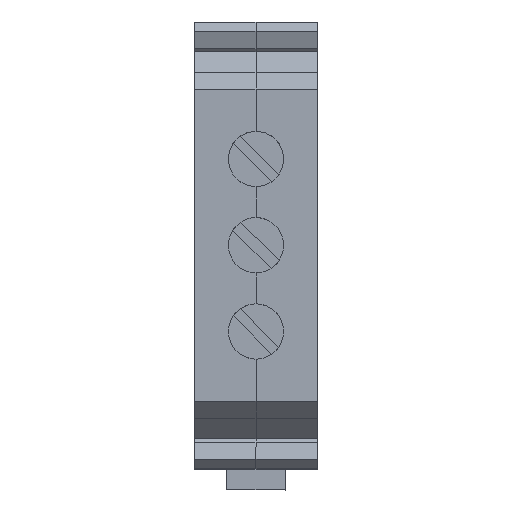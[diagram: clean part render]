
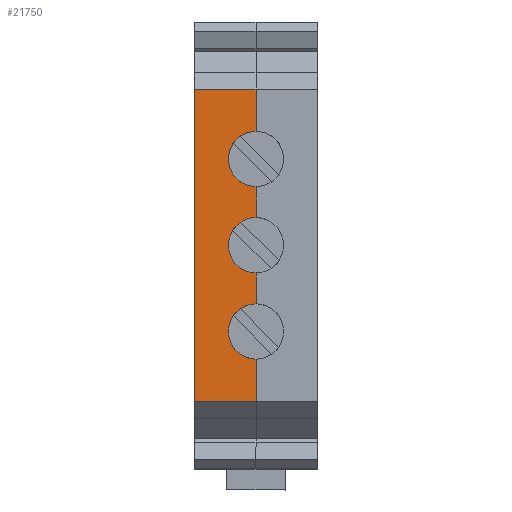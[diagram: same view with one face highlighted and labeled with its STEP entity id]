
A CAD part, top view. The second image highlights one B-rep face of the part: STEP entity #21750.
In plain terms, the highlighted face is planar.
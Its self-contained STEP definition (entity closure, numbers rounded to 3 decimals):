
#1440=CARTESIAN_POINT('',(-80.247,-132.14,
-7.5));
#1450=VERTEX_POINT('',#1440);
#1480=CARTESIAN_POINT('',(1.,-132.14,
-7.5));
#1490=DIRECTION('',(-1.,0.,0.));
#1500=VECTOR('',#1490,1.);
#1510=LINE('',#1480,#1500);
#1520=CARTESIAN_POINT('',(-41.847,-132.14,
-7.5));
#1530=VERTEX_POINT('',#1520);
#1540=EDGE_CURVE('',#1530,#1450,#1510,.T.);
#11170=CARTESIAN_POINT('',(-80.247,-132.14,
0.));
#11180=VERTEX_POINT('',#11170);
#20850=CARTESIAN_POINT('',(-41.847,-132.14,
0.));
#20860=VERTEX_POINT('',#20850);
#20910=CARTESIAN_POINT('',(-41.847,-132.14,
0.));
#20920=DIRECTION('',(0.,0.,-1.));
#20930=VECTOR('',#20920,1.);
#20940=LINE('',#20910,#20930);
#20950=EDGE_CURVE('',#20860,#1530,#20940,.T.);
#21070=CARTESIAN_POINT('',(-41.847,-132.14,
7.5));
#21080=DIRECTION('',(-0.,1.,0.));
#21090=DIRECTION('',(1.,0.,0.));
#21100=AXIS2_PLACEMENT_3D('',#21070,#21080,#21090);
#21110=PLANE('',#21100);
#21120=CARTESIAN_POINT('',(1.,-132.14,
0.));
#21130=DIRECTION('',(1.,0.,0.));
#21140=VECTOR('',#21130,1.);
#21150=LINE('',#21120,#21140);
#21160=CARTESIAN_POINT('',(-75.047,-132.14,
0.));
#21170=VERTEX_POINT('',#21160);
#21180=EDGE_CURVE('',#11180,#21170,#21150,.T.);
#21190=ORIENTED_EDGE('',*,*,#21180,.F.);
#21200=CARTESIAN_POINT('',(-71.647,-132.14,
0.));
#21210=DIRECTION('',(0.,-1.,0.));
#21220=DIRECTION('',(-1.,0.,0.));
#21230=AXIS2_PLACEMENT_3D('',#21200,#21210,#21220);
#21240=CIRCLE('',#21230,3.4);
#21250=CARTESIAN_POINT('',(-68.247,-132.14,
0.));
#21260=VERTEX_POINT('',#21250);
#21270=EDGE_CURVE('',#21170,#21260,#21240,.T.);
#21280=ORIENTED_EDGE('',*,*,#21270,.F.);
#21290=CARTESIAN_POINT('',(1.,-132.14,
0.));
#21300=DIRECTION('',(1.,0.,0.));
#21310=VECTOR('',#21300,1.);
#21320=LINE('',#21290,#21310);
#21330=CARTESIAN_POINT('',(-64.447,-132.14,
0.));
#21340=VERTEX_POINT('',#21330);
#21350=EDGE_CURVE('',#21260,#21340,#21320,.T.);
#21360=ORIENTED_EDGE('',*,*,#21350,.F.);
#21370=CARTESIAN_POINT('',(-61.047,-132.14,
0.));
#21380=DIRECTION('',(0.,-1.,0.));
#21390=DIRECTION('',(-1.,0.,0.));
#21400=AXIS2_PLACEMENT_3D('',#21370,#21380,#21390);
#21410=CIRCLE('',#21400,3.4);
#21420=CARTESIAN_POINT('',(-57.647,-132.14,
0.));
#21430=VERTEX_POINT('',#21420);
#21440=EDGE_CURVE('',#21340,#21430,#21410,.T.);
#21450=ORIENTED_EDGE('',*,*,#21440,.F.);
#21460=CARTESIAN_POINT('',(-53.847,-132.14,
0.));
#21470=VERTEX_POINT('',#21460);
#21480=EDGE_CURVE('',#21430,#21470,#21320,.T.);
#21490=ORIENTED_EDGE('',*,*,#21480,.F.);
#21500=CARTESIAN_POINT('',(-50.447,-132.14,
0.));
#21510=DIRECTION('',(0.,-1.,0.));
#21520=DIRECTION('',(-1.,0.,0.));
#21530=AXIS2_PLACEMENT_3D('',#21500,#21510,#21520);
#21540=CIRCLE('',#21530,3.4);
#21550=CARTESIAN_POINT('',(-47.047,-132.14,
0.));
#21560=VERTEX_POINT('',#21550);
#21570=EDGE_CURVE('',#21470,#21560,#21540,.T.);
#21580=ORIENTED_EDGE('',*,*,#21570,.F.);
#21590=CARTESIAN_POINT('',(1.,-132.14,
0.));
#21600=DIRECTION('',(1.,0.,0.));
#21610=VECTOR('',#21600,1.);
#21620=LINE('',#21590,#21610);
#21630=EDGE_CURVE('',#21560,#20860,#21620,.T.);
#21640=ORIENTED_EDGE('',*,*,#21630,.F.);
#21650=ORIENTED_EDGE('',*,*,#20950,.F.);
#21660=ORIENTED_EDGE('',*,*,#1540,.F.);
#21670=CARTESIAN_POINT('',(-80.247,-132.14,
0.));
#21680=DIRECTION('',(0.,0.,-1.));
#21690=VECTOR('',#21680,1.);
#21700=LINE('',#21670,#21690);
#21710=EDGE_CURVE('',#11180,#1450,#21700,.T.);
#21720=ORIENTED_EDGE('',*,*,#21710,.T.);
#21730=EDGE_LOOP('',(#21720,#21660,#21650,#21640,#21580,#21490,#21450,
#21360,#21280,#21190));
#21740=FACE_OUTER_BOUND('',#21730,.T.);
#21750=ADVANCED_FACE('',(#21740),#21110,.F.);
